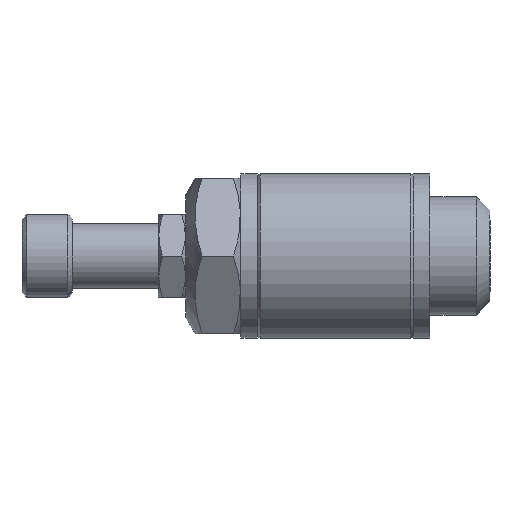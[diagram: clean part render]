
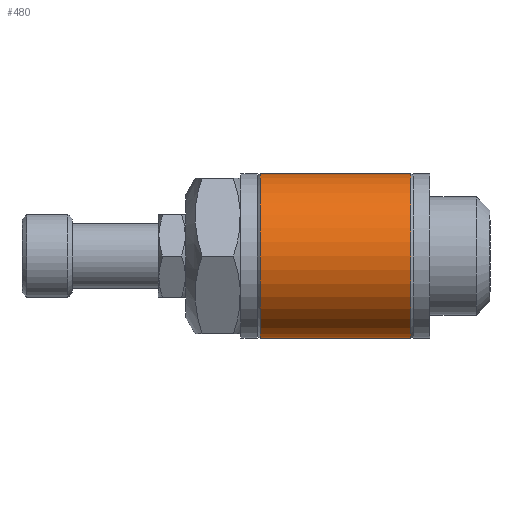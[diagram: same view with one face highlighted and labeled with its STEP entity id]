
A CAD part, left-side view. The second image highlights one B-rep face of the part: STEP entity #480.
In plain terms, the highlighted cylindrical face has radius 9 mm (diameter 18 mm), a partial arc.
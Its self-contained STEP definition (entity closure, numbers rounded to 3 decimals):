
#237 = VERTEX_POINT ( 'NONE', #1387 ) ;
#251 = VERTEX_POINT ( 'NONE', #1455 ) ;
#259 = VERTEX_POINT ( 'NONE', #1434 ) ;
#290 = EDGE_CURVE ( 'NONE', #251, #259, #1473, .T. ) ;
#372 = VERTEX_POINT ( 'NONE', #2042 ) ;
#420 = EDGE_CURVE ( 'NONE', #237, #372, #2238, .T. ) ;
#476 = EDGE_CURVE ( 'NONE', #372, #259, #2761, .T. ) ;
#477 = EDGE_CURVE ( 'NONE', #237, #251, #2692, .T. ) ;
#478 = ORIENTED_EDGE ( 'NONE', *, *, #420, .F. ) ;
#479 = ORIENTED_EDGE ( 'NONE', *, *, #477, .T. ) ;
#480 = ADVANCED_FACE ( 'NONE', ( #2693 ), #2747, .T. ) ;
#513 = EDGE_LOOP ( 'NONE', ( #478, #479, #515, #516 ) ) ;
#515 = ORIENTED_EDGE ( 'NONE', *, *, #290, .T. ) ;
#516 = ORIENTED_EDGE ( 'NONE', *, *, #476, .F. ) ;
#1387 = CARTESIAN_POINT ( 'NONE',  ( 0., 25.4, 9. ) ) ;
#1434 = CARTESIAN_POINT ( 'NONE',  ( 0., 9., -9. ) ) ;
#1455 = CARTESIAN_POINT ( 'NONE',  ( 0., 25.4, -9. ) ) ;
#1473 = LINE ( 'NONE', #1478, #1545 ) ;
#1478 = CARTESIAN_POINT ( 'NONE',  ( 0., 7.319, -9. ) ) ;
#1544 = DIRECTION ( 'NONE',  ( 0., -1., 0. ) ) ;
#1545 = VECTOR ( 'NONE', #1544, 1000. ) ;
#2042 = CARTESIAN_POINT ( 'NONE',  ( 0., 9., 9. ) ) ;
#2235 = DIRECTION ( 'NONE',  ( 0., -1., 0. ) ) ;
#2236 = VECTOR ( 'NONE', #2235, 1000. ) ;
#2237 = CARTESIAN_POINT ( 'NONE',  ( 0., 7.319, 9. ) ) ;
#2238 = LINE ( 'NONE', #2237, #2236 ) ;
#2691 = CARTESIAN_POINT ( 'NONE',  ( 0., 25.4, 0. ) ) ;
#2692 = CIRCLE ( 'NONE', #2750, 9. ) ;
#2693 = FACE_OUTER_BOUND ( 'NONE', #513, .T. ) ;
#2694 = DIRECTION ( 'NONE',  ( 0., 0., -1. ) ) ;
#2695 = DIRECTION ( 'NONE',  ( 0., -1., 0. ) ) ;
#2696 = CARTESIAN_POINT ( 'NONE',  ( 0., 9., 0. ) ) ;
#2705 = DIRECTION ( 'NONE',  ( 0., 0., -1. ) ) ;
#2706 = DIRECTION ( 'NONE',  ( 0., -1., 0. ) ) ;
#2707 = CARTESIAN_POINT ( 'NONE',  ( 0., 7.319, 0. ) ) ;
#2708 = AXIS2_PLACEMENT_3D ( 'NONE', #2707, #2706, #2705 ) ;
#2747 = CYLINDRICAL_SURFACE ( 'NONE', #2708, 9. ) ;
#2748 = DIRECTION ( 'NONE',  ( 0., 0., -1. ) ) ;
#2749 = DIRECTION ( 'NONE',  ( 0., -1., 0. ) ) ;
#2750 = AXIS2_PLACEMENT_3D ( 'NONE', #2691, #2749, #2748 ) ;
#2760 = AXIS2_PLACEMENT_3D ( 'NONE', #2696, #2695, #2694 ) ;
#2761 = CIRCLE ( 'NONE', #2760, 9. ) ;
